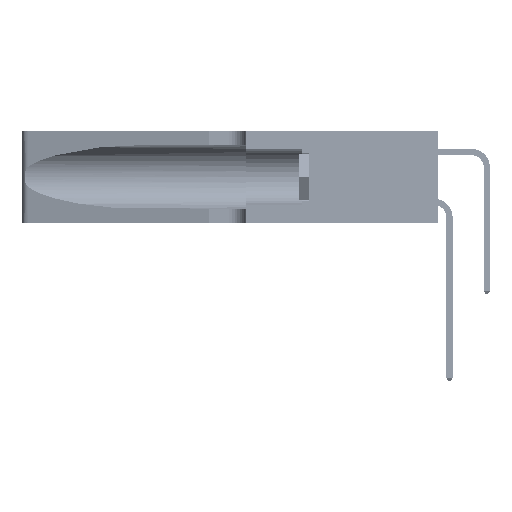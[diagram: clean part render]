
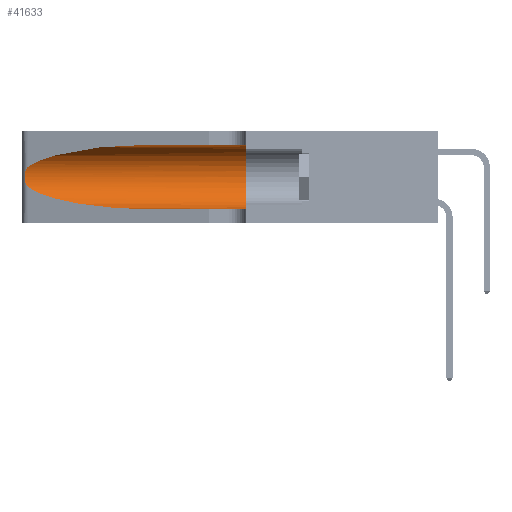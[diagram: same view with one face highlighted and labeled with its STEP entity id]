
A CAD part, left-side view. The second image highlights one B-rep face of the part: STEP entity #41633.
In plain terms, the highlighted cylindrical face has radius 3.308 mm (diameter 6.617 mm), a partial arc.
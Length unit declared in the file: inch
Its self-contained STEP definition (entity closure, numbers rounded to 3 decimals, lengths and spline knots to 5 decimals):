
#334 = CARTESIAN_POINT ( 'NONE',  ( 0.1305, 0.72297, 0.31525 ) ) ;
#2003 = CARTESIAN_POINT ( 'NONE',  ( 0.2373, 1.15595, 0.08982 ) ) ;
#2691 = VERTEX_POINT ( 'NONE', #23322 ) ;
#3377 = CARTESIAN_POINT ( 'NONE',  ( 0.25787, 1.23484, 0.2124 ) ) ;
#4014 = CARTESIAN_POINT ( 'NONE',  ( 0.25555, 1.22994, 0.2215 ) ) ;
#5887 = DIRECTION ( 'NONE',  ( 0., -1., 0. ) ) ;
#6885 = CARTESIAN_POINT ( 'NONE',  ( 0.26017, 1.23833, 0.17102 ) ) ;
#7219 = CARTESIAN_POINT ( 'NONE',  ( 0.25856, 1.23593, 0.16098 ) ) ;
#8389 = VERTEX_POINT ( 'NONE', #19151 ) ;
#9381 = CARTESIAN_POINT ( 'NONE',  ( 0.1305, 1.61858, 0.31525 ) ) ;
#9531 = CARTESIAN_POINT ( 'NONE',  ( 0.25487, 1.22718, 0.22369 ) ) ;
#10221 = EDGE_CURVE ( 'NONE', #19567, #8389, #43170, .T. ) ;
#11051 = CARTESIAN_POINT ( 'NONE',  ( 0.25639, 1.23186, 0.15144 ) ) ;
#11342 = VERTEX_POINT ( 'NONE', #15839 ) ;
#11817 = EDGE_CURVE ( 'NONE', #44376, #8389, #15768, .T. ) ;
#12247 = EDGE_CURVE ( 'NONE', #2691, #19567, #17859, .T. ) ;
#14956 = CARTESIAN_POINT ( 'NONE',  ( 0.26018, 1.23835, 0.19895 ) ) ;
#15600 = AXIS2_PLACEMENT_3D ( 'NONE', #46292, #5887, #35137 ) ;
#15685 = ORIENTED_EDGE ( 'NONE', *, *, #10221, .T. ) ;
#15768 = CIRCLE ( 'NONE', #21934, 0.13025 ) ;
#15839 = CARTESIAN_POINT ( 'NONE',  ( 0.25487, 1.22718, 0.22369 ) ) ;
#17086 = DIRECTION ( 'NONE',  ( 0., -1., 0. ) ) ;
#17342 = ORIENTED_EDGE ( 'NONE', *, *, #42347, .T. ) ;
#17859 =( BOUNDED_CURVE ( )  B_SPLINE_CURVE ( 3, ( #19995, #2003, #38155, #41806 ),
 .UNSPECIFIED., .F., .T. ) 
 B_SPLINE_CURVE_WITH_KNOTS ( ( 4, 4 ),
 ( 3.44316, 4.71239 ),
 .UNSPECIFIED. ) 
 CURVE ( )  GEOMETRIC_REPRESENTATION_ITEM ( )  RATIONAL_B_SPLINE_CURVE ( ( 1., 0.87, 0.87, 1. ) ) 
 REPRESENTATION_ITEM ( '' )  );
#17990 = CARTESIAN_POINT ( 'NONE',  ( 0.25639, 1.23184, 0.21858 ) ) ;
#18978 = CARTESIAN_POINT ( 'NONE',  ( 0.1305, 0.35, 0.31525 ) ) ;
#19151 = CARTESIAN_POINT ( 'NONE',  ( 0.1305, 0.35, 0.05475 ) ) ;
#19567 = VERTEX_POINT ( 'NONE', #27261 ) ;
#19995 = CARTESIAN_POINT ( 'NONE',  ( 0.25487, 1.22718, 0.14631 ) ) ;
#20104 = VERTEX_POINT ( 'NONE', #334 ) ;
#21899 = EDGE_CURVE ( 'NONE', #20104, #44376, #44163, .T. ) ;
#21934 = AXIS2_PLACEMENT_3D ( 'NONE', #29957, #37110, #44095 ) ;
#23322 = CARTESIAN_POINT ( 'NONE',  ( 0.25487, 1.22718, 0.14631 ) ) ;
#24216 = ORIENTED_EDGE ( 'NONE', *, *, #26304, .T. ) ;
#25296 = CYLINDRICAL_SURFACE ( 'NONE', #15600, 0.13025 ) ;
#25306 = CARTESIAN_POINT ( 'NONE',  ( 0.25487, 1.22718, 0.22369 ) ) ;
#25770 = CARTESIAN_POINT ( 'NONE',  ( 0.25487, 1.22718, 0.14631 ) ) ;
#25843 = CARTESIAN_POINT ( 'NONE',  ( 0.1305, 1.61858, 0.05475 ) ) ;
#26304 = EDGE_CURVE ( 'NONE', #11342, #2691, #32747, .T. ) ;
#27261 = CARTESIAN_POINT ( 'NONE',  ( 0.1305, 0.72297, 0.05475 ) ) ;
#28090 = CARTESIAN_POINT ( 'NONE',  ( 0.2373, 1.15595, 0.28018 ) ) ;
#28761 = VECTOR ( 'NONE', #17086, 39.37008 ) ;
#28789 = ORIENTED_EDGE ( 'NONE', *, *, #12247, .T. ) ;
#29957 = CARTESIAN_POINT ( 'NONE',  ( 0.1305, 0.35, 0.185 ) ) ;
#32623 = CARTESIAN_POINT ( 'NONE',  ( 0.25555, 1.22993, 0.14849 ) ) ;
#32747 = B_SPLINE_CURVE_WITH_KNOTS ( 'NONE', 3,
 ( #25306, #4014, #17990, #3377, #44099, #14956, #32952, #39959, #6885, #7219, #36140, #11051, #32623, #25770 ),
 .UNSPECIFIED., .F., .F.,
 ( 4, 2, 2, 2, 2, 2, 4 ),
 ( 0., 0.00027, 0.00053, 0.00107, 0.0016, 0.00187, 0.00214 ),
 .UNSPECIFIED. ) ;
#32952 = CARTESIAN_POINT ( 'NONE',  ( 0.26075, 1.23896, 0.19203 ) ) ;
#35137 = DIRECTION ( 'NONE',  ( 0., 0., -1. ) ) ;
#35243 = CARTESIAN_POINT ( 'NONE',  ( 0.1305, 0.72297, 0.31525 ) ) ;
#35528 = FACE_OUTER_BOUND ( 'NONE', #36650, .T. ) ;
#36140 = CARTESIAN_POINT ( 'NONE',  ( 0.25789, 1.23486, 0.15765 ) ) ;
#36650 = EDGE_LOOP ( 'NONE', ( #17342, #24216, #28789, #15685, #41747, #44949 ) ) ;
#37110 = DIRECTION ( 'NONE',  ( 0., 1., 0. ) ) ;
#38155 = CARTESIAN_POINT ( 'NONE',  ( 0.18966, 0.96281, 0.05475 ) ) ;
#39959 = CARTESIAN_POINT ( 'NONE',  ( 0.26075, 1.23896, 0.178 ) ) ;
#40519 = DIRECTION ( 'NONE',  ( 0., -1., 0. ) ) ;
#41633 = ADVANCED_FACE ( 'NONE', ( #35528 ), #25296, .F. ) ;
#41747 = ORIENTED_EDGE ( 'NONE', *, *, #11817, .F. ) ;
#41806 = CARTESIAN_POINT ( 'NONE',  ( 0.1305, 0.72297, 0.05475 ) ) ;
#41830 =( BOUNDED_CURVE ( )  B_SPLINE_CURVE ( 3, ( #35243, #46693, #28090, #9531 ),
 .UNSPECIFIED., .F., .T. ) 
 B_SPLINE_CURVE_WITH_KNOTS ( ( 4, 4 ),
 ( 1.5708, 2.84003 ),
 .UNSPECIFIED. ) 
 CURVE ( )  GEOMETRIC_REPRESENTATION_ITEM ( )  RATIONAL_B_SPLINE_CURVE ( ( 1., 0.87, 0.87, 1. ) ) 
 REPRESENTATION_ITEM ( '' )  );
#42347 = EDGE_CURVE ( 'NONE', #20104, #11342, #41830, .T. ) ;
#43170 = LINE ( 'NONE', #25843, #47163 ) ;
#44095 = DIRECTION ( 'NONE',  ( 0., 0., 1. ) ) ;
#44099 = CARTESIAN_POINT ( 'NONE',  ( 0.25854, 1.2359, 0.20912 ) ) ;
#44163 = LINE ( 'NONE', #9381, #28761 ) ;
#44376 = VERTEX_POINT ( 'NONE', #18978 ) ;
#44949 = ORIENTED_EDGE ( 'NONE', *, *, #21899, .F. ) ;
#46292 = CARTESIAN_POINT ( 'NONE',  ( 0.1305, 1.61858, 0.185 ) ) ;
#46693 = CARTESIAN_POINT ( 'NONE',  ( 0.18966, 0.96281, 0.31525 ) ) ;
#47163 = VECTOR ( 'NONE', #40519, 39.37008 ) ;
